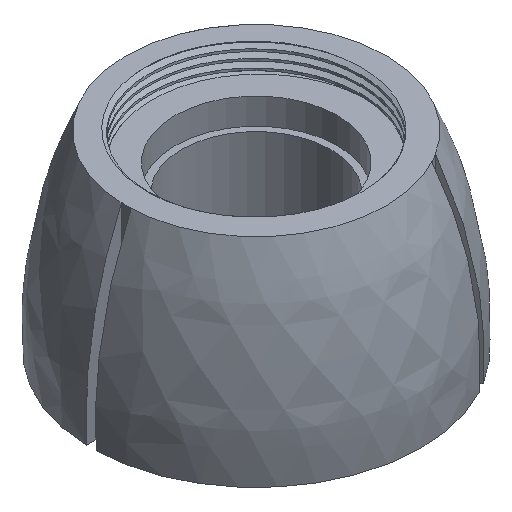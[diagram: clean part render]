
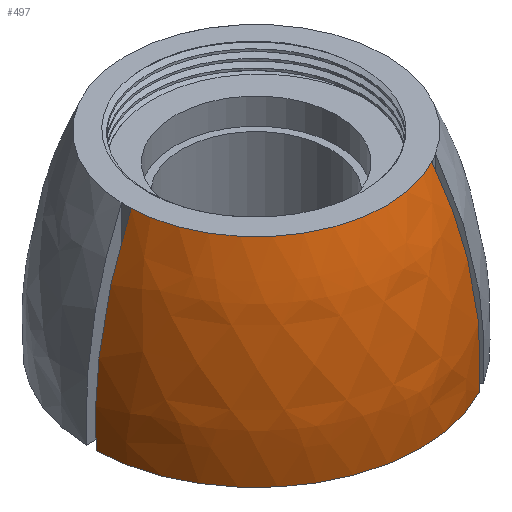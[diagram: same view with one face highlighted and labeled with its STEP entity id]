
A CAD part, isometric view. The second image highlights one B-rep face of the part: STEP entity #497.
In plain terms, the highlighted free-form (B-spline) face has degree [2, 2] with [3, 5] control points.
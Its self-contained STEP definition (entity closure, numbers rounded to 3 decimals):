
#23=(
BOUNDED_SURFACE()
B_SPLINE_SURFACE(2,2,((#2341,#2342,#2343,#2344,#2345),(#2346,#2347,#2348,
#2349,#2350),(#2351,#2352,#2353,#2354,#2355)),.UNSPECIFIED.,.F.,.F.,.F.)
B_SPLINE_SURFACE_WITH_KNOTS((3,3),(3,2,3),(-0.419,0.06),
(-2.094,-1.047,0.),.UNSPECIFIED.)
GEOMETRIC_REPRESENTATION_ITEM()
RATIONAL_B_SPLINE_SURFACE(((1.,0.866,1.,0.866,1.),
(0.971,0.841,0.971,0.841,
0.971),(1.,0.866,1.,0.866,1.)))
REPRESENTATION_ITEM('')
SURFACE()
);
#65=FACE_OUTER_BOUND('',#98,.T.);
#98=EDGE_LOOP('',(#452,#453,#454,#455,#456,#457));
#110=CIRCLE('',#545,60.);
#112=CIRCLE('',#549,47.3);
#127=B_SPLINE_CURVE_WITH_KNOTS('',3,(#979,#980,#981,#982),.UNSPECIFIED.,
 .F.,.F.,(4,4),(-0.171,0.),.UNSPECIFIED.);
#130=B_SPLINE_CURVE_WITH_KNOTS('',3,(#1016,#1017,#1018,#1019,#1020,#1021,
#1022,#1023,#1024,#1025,#1026,#1027,#1028,#1029,#1030,#1031,#1032,#1033),
 .UNSPECIFIED.,.F.,.F.,(4,2,2,2,2,2,2,2,4),(38.238,39.104,
40.042,40.981,41.919,42.857,43.795,
44.733,44.995),.UNSPECIFIED.);
#132=B_SPLINE_CURVE_WITH_KNOTS('',3,(#1048,#1049,#1050,#1051),
 .UNSPECIFIED.,.F.,.F.,(4,4),(0.,0.171),.UNSPECIFIED.);
#133=B_SPLINE_CURVE_WITH_KNOTS('',3,(#1054,#1055,#1056,#1057,#1058,#1059,
#1060,#1061,#1062,#1063,#1064,#1065,#1066,#1067,#1068,#1069,#1070,#1071),
 .UNSPECIFIED.,.F.,.F.,(4,2,2,2,2,2,2,2,4),(7.144,7.405,
8.344,9.282,10.22,11.158,12.096,
13.035,13.901),.UNSPECIFIED.);
#217=VERTEX_POINT('',#977);
#218=VERTEX_POINT('',#978);
#223=VERTEX_POINT('',#1015);
#225=VERTEX_POINT('',#1037);
#228=VERTEX_POINT('',#1046);
#229=VERTEX_POINT('',#1053);
#267=EDGE_CURVE('',#217,#218,#127,.T.);
#274=EDGE_CURVE('',#223,#217,#130,.T.);
#280=EDGE_CURVE('',#225,#228,#132,.T.);
#281=EDGE_CURVE('',#228,#229,#133,.T.);
#310=EDGE_CURVE('',#223,#229,#110,.T.);
#313=EDGE_CURVE('',#218,#225,#112,.T.);
#452=ORIENTED_EDGE('',*,*,#267,.T.);
#453=ORIENTED_EDGE('',*,*,#313,.T.);
#454=ORIENTED_EDGE('',*,*,#280,.T.);
#455=ORIENTED_EDGE('',*,*,#281,.T.);
#456=ORIENTED_EDGE('',*,*,#310,.F.);
#457=ORIENTED_EDGE('',*,*,#274,.T.);
#497=ADVANCED_FACE('',(#65),#23,.F.);
#545=AXIS2_PLACEMENT_3D('',#2334,#641,#642);
#549=AXIS2_PLACEMENT_3D('',#2340,#650,#651);
#641=DIRECTION('center_axis',(0.,0.,-1.));
#642=DIRECTION('ref_axis',(1.,0.,0.));
#650=DIRECTION('center_axis',(0.,0.,-1.));
#651=DIRECTION('ref_axis',(1.,0.,0.));
#977=CARTESIAN_POINT('',(22.134,-41.838,69.927));
#978=CARTESIAN_POINT('',(23.65,-40.963,70.));
#979=CARTESIAN_POINT('Ctrl Pts',(22.134,-41.838,69.927));
#980=CARTESIAN_POINT('Ctrl Pts',(22.65,-41.541,69.977));
#981=CARTESIAN_POINT('Ctrl Pts',(23.157,-41.248,70.));
#982=CARTESIAN_POINT('Ctrl Pts',(23.65,-40.963,70.));
#1015=CARTESIAN_POINT('',(28.472,-52.814,0.));
#1016=CARTESIAN_POINT('Ctrl Pts',(28.472,-52.814,0.));
#1017=CARTESIAN_POINT('Ctrl Pts',(28.564,-52.975,3.08));
#1018=CARTESIAN_POINT('Ctrl Pts',(28.606,-53.048,6.098));
#1019=CARTESIAN_POINT('Ctrl Pts',(28.606,-53.048,12.114));
#1020=CARTESIAN_POINT('Ctrl Pts',(28.557,-52.962,15.393));
#1021=CARTESIAN_POINT('Ctrl Pts',(28.339,-52.584,22.084));
#1022=CARTESIAN_POINT('Ctrl Pts',(28.17,-52.292,25.496));
#1023=CARTESIAN_POINT('Ctrl Pts',(27.715,-51.505,32.288));
#1024=CARTESIAN_POINT('Ctrl Pts',(27.429,-51.008,35.668));
#1025=CARTESIAN_POINT('Ctrl Pts',(26.759,-49.848,42.238));
#1026=CARTESIAN_POINT('Ctrl Pts',(26.375,-49.184,45.427));
#1027=CARTESIAN_POINT('Ctrl Pts',(25.552,-47.758,51.461));
#1028=CARTESIAN_POINT('Ctrl Pts',(25.073,-46.928,54.598));
#1029=CARTESIAN_POINT('Ctrl Pts',(23.982,-45.039,60.938));
#1030=CARTESIAN_POINT('Ctrl Pts',(23.371,-43.98,64.141));
#1031=CARTESIAN_POINT('Ctrl Pts',(22.519,-42.503,68.178));
#1032=CARTESIAN_POINT('Ctrl Pts',(22.328,-42.174,69.055));
#1033=CARTESIAN_POINT('Ctrl Pts',(22.134,-41.838,69.927));
#1037=CARTESIAN_POINT('',(-47.3,0.,70.));
#1046=CARTESIAN_POINT('',(-47.3,-1.75,69.927));
#1048=CARTESIAN_POINT('Ctrl Pts',(-47.3,0.,70.));
#1049=CARTESIAN_POINT('Ctrl Pts',(-47.3,-0.569,70.));
#1050=CARTESIAN_POINT('Ctrl Pts',(-47.3,-1.155,69.977));
#1051=CARTESIAN_POINT('Ctrl Pts',(-47.3,-1.75,69.927));
#1053=CARTESIAN_POINT('',(-59.974,-1.75,0.));
#1054=CARTESIAN_POINT('Ctrl Pts',(-47.3,-1.75,69.927));
#1055=CARTESIAN_POINT('Ctrl Pts',(-47.688,-1.75,69.055));
#1056=CARTESIAN_POINT('Ctrl Pts',(-48.068,-1.75,68.178));
#1057=CARTESIAN_POINT('Ctrl Pts',(-49.773,-1.75,64.141));
#1058=CARTESIAN_POINT('Ctrl Pts',(-50.996,-1.75,60.938));
#1059=CARTESIAN_POINT('Ctrl Pts',(-53.177,-1.75,54.598));
#1060=CARTESIAN_POINT('Ctrl Pts',(-54.136,-1.75,51.461));
#1061=CARTESIAN_POINT('Ctrl Pts',(-55.782,-1.75,45.427));
#1062=CARTESIAN_POINT('Ctrl Pts',(-56.549,-1.75,42.238));
#1063=CARTESIAN_POINT('Ctrl Pts',(-57.889,-1.75,35.668));
#1064=CARTESIAN_POINT('Ctrl Pts',(-58.462,-1.75,32.288));
#1065=CARTESIAN_POINT('Ctrl Pts',(-59.372,-1.75,25.496));
#1066=CARTESIAN_POINT('Ctrl Pts',(-59.709,-1.75,22.084));
#1067=CARTESIAN_POINT('Ctrl Pts',(-60.145,-1.75,15.393));
#1068=CARTESIAN_POINT('Ctrl Pts',(-60.244,-1.75,12.114));
#1069=CARTESIAN_POINT('Ctrl Pts',(-60.244,-1.75,6.098));
#1070=CARTESIAN_POINT('Ctrl Pts',(-60.159,-1.75,3.08));
#1071=CARTESIAN_POINT('Ctrl Pts',(-59.974,-1.75,0.));
#2334=CARTESIAN_POINT('Origin',(0.,0.,0.));
#2340=CARTESIAN_POINT('Origin',(0.,0.,70.));
#2341=CARTESIAN_POINT('Ctrl Pts',(23.65,-40.963,70.));
#2342=CARTESIAN_POINT('Ctrl Pts',(0.,-54.617,
70.));
#2343=CARTESIAN_POINT('Ctrl Pts',(-23.65,-40.963,70.));
#2344=CARTESIAN_POINT('Ctrl Pts',(-47.3,-27.309,70.));
#2345=CARTESIAN_POINT('Ctrl Pts',(-47.3,0.,70.));
#2346=CARTESIAN_POINT('Ctrl Pts',(31.097,-53.861,36.55));
#2347=CARTESIAN_POINT('Ctrl Pts',(0.,-71.815,
36.55));
#2348=CARTESIAN_POINT('Ctrl Pts',(-31.097,-53.861,36.55));
#2349=CARTESIAN_POINT('Ctrl Pts',(-62.194,-35.908,36.55));
#2350=CARTESIAN_POINT('Ctrl Pts',(-62.194,0.,36.55));
#2351=CARTESIAN_POINT('Ctrl Pts',(30.,-51.962,0.));
#2352=CARTESIAN_POINT('Ctrl Pts',(0.,-69.282,
0.));
#2353=CARTESIAN_POINT('Ctrl Pts',(-30.,-51.962,0.));
#2354=CARTESIAN_POINT('Ctrl Pts',(-60.,-34.641,0.));
#2355=CARTESIAN_POINT('Ctrl Pts',(-60.,0.,0.));
